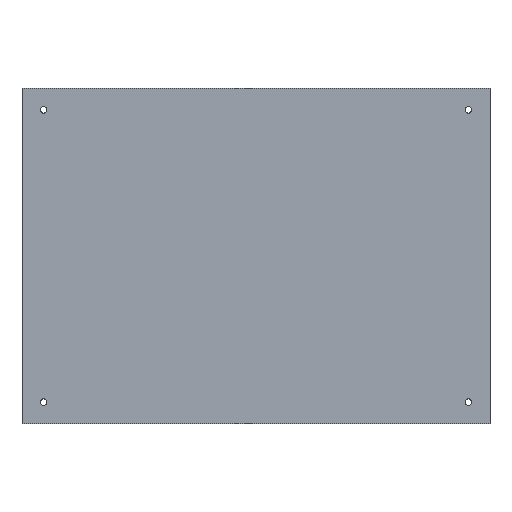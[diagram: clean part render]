
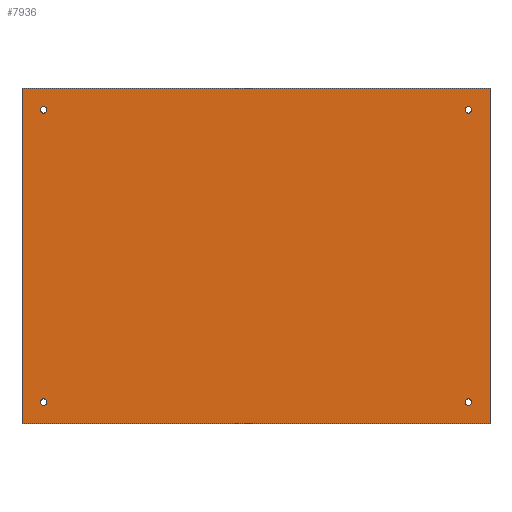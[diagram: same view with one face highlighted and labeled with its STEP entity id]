
A CAD part, front view. The second image highlights one B-rep face of the part: STEP entity #7936.
In plain terms, the highlighted planar face has unit normal (0, -1, 0).
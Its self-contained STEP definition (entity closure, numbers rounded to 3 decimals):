
#128 = EDGE_CURVE ( 'NONE', #5271, #11075, #11564, .T. ) ;
#274 = VECTOR ( 'NONE', #12905, 1000. ) ;
#279 = ORIENTED_EDGE ( 'NONE', *, *, #128, .T. ) ;
#398 = DIRECTION ( 'NONE',  ( 0., 1., 0. ) ) ;
#403 = DIRECTION ( 'NONE',  ( 0., 0., 1. ) ) ;
#441 = PLANE ( 'NONE',  #7975 ) ;
#624 = CARTESIAN_POINT ( 'NONE',  ( 144., 33., -67.9 ) ) ;
#725 = VECTOR ( 'NONE', #10662, 1000. ) ;
#901 = EDGE_CURVE ( 'NONE', #5395, #6712, #10317, .T. ) ;
#960 = EDGE_CURVE ( 'NONE', #5395, #5271, #5149, .T. ) ;
#1012 = DIRECTION ( 'NONE',  ( 0., 1., 0. ) ) ;
#1502 = AXIS2_PLACEMENT_3D ( 'NONE', #3885, #11886, #6909 ) ;
#1642 = CARTESIAN_POINT ( 'NONE',  ( -63.402, 33., 79.4 ) ) ;
#1677 = FACE_OUTER_BOUND ( 'NONE', #3837, .T. ) ;
#1755 = CARTESIAN_POINT ( 'NONE',  ( 154., 33., 79.4 ) ) ;
#2313 = CARTESIAN_POINT ( 'NONE',  ( 144., 33., -66.4 ) ) ;
#2601 = ORIENTED_EDGE ( 'NONE', *, *, #960, .T. ) ;
#2693 = DIRECTION ( 'NONE',  ( 0., 0., 1. ) ) ;
#3105 = DIRECTION ( 'NONE',  ( 0., 0., 1. ) ) ;
#3122 = CARTESIAN_POINT ( 'NONE',  ( -63.402, 33., 79.4 ) ) ;
#3326 = CIRCLE ( 'NONE', #10189, 1.5 ) ;
#3487 = CIRCLE ( 'NONE', #13002, 1.5 ) ;
#3535 = EDGE_CURVE ( 'NONE', #7962, #6210, #3487, .T. ) ;
#3592 = DIRECTION ( 'NONE',  ( 0., 1., 0. ) ) ;
#3714 = DIRECTION ( 'NONE',  ( -1., 0., 0. ) ) ;
#3811 = CARTESIAN_POINT ( 'NONE',  ( -53.402, 33., 70.9 ) ) ;
#3837 = EDGE_LOOP ( 'NONE', ( #8964, #2601, #279, #5259 ) ) ;
#3847 = AXIS2_PLACEMENT_3D ( 'NONE', #7482, #6437, #403 ) ;
#3885 = CARTESIAN_POINT ( 'NONE',  ( 144., 33., 69.4 ) ) ;
#3990 = LINE ( 'NONE', #1642, #725 ) ;
#4326 = VERTEX_POINT ( 'NONE', #11306 ) ;
#4514 = CARTESIAN_POINT ( 'NONE',  ( -53.402, 33., -64.9 ) ) ;
#4567 = ORIENTED_EDGE ( 'NONE', *, *, #5531, .T. ) ;
#4850 = VERTEX_POINT ( 'NONE', #5690 ) ;
#5149 = LINE ( 'NONE', #8709, #8428 ) ;
#5237 = CIRCLE ( 'NONE', #3847, 1.5 ) ;
#5259 = ORIENTED_EDGE ( 'NONE', *, *, #8291, .T. ) ;
#5271 = VERTEX_POINT ( 'NONE', #1755 ) ;
#5307 = DIRECTION ( 'NONE',  ( 0., 1., 0. ) ) ;
#5395 = VERTEX_POINT ( 'NONE', #9387 ) ;
#5531 = EDGE_CURVE ( 'NONE', #4850, #10187, #6780, .T. ) ;
#5673 = CIRCLE ( 'NONE', #9640, 1.5 ) ;
#5690 = CARTESIAN_POINT ( 'NONE',  ( -53.402, 33., -67.9 ) ) ;
#5801 = ORIENTED_EDGE ( 'NONE', *, *, #3535, .T. ) ;
#5823 = EDGE_CURVE ( 'NONE', #6926, #4326, #5843, .T. ) ;
#5843 = CIRCLE ( 'NONE', #1502, 1.5 ) ;
#6210 = VERTEX_POINT ( 'NONE', #624 ) ;
#6437 = DIRECTION ( 'NONE',  ( 0., 1., 0. ) ) ;
#6476 = AXIS2_PLACEMENT_3D ( 'NONE', #10350, #5307, #8363 ) ;
#6488 = EDGE_LOOP ( 'NONE', ( #7103, #12544 ) ) ;
#6659 = EDGE_LOOP ( 'NONE', ( #12100, #4567 ) ) ;
#6660 = CARTESIAN_POINT ( 'NONE',  ( 309.829, 33., -76.4 ) ) ;
#6700 = CARTESIAN_POINT ( 'NONE',  ( -53.402, 33., 69.4 ) ) ;
#6712 = VERTEX_POINT ( 'NONE', #9880 ) ;
#6780 = CIRCLE ( 'NONE', #6476, 1.5 ) ;
#6909 = DIRECTION ( 'NONE',  ( 0., 0., 1. ) ) ;
#6923 = EDGE_LOOP ( 'NONE', ( #9207, #10749 ) ) ;
#6926 = VERTEX_POINT ( 'NONE', #11055 ) ;
#7023 = FACE_BOUND ( 'NONE', #6923, .T. ) ;
#7103 = ORIENTED_EDGE ( 'NONE', *, *, #5823, .T. ) ;
#7277 = EDGE_CURVE ( 'NONE', #10941, #12514, #5673, .T. ) ;
#7482 = CARTESIAN_POINT ( 'NONE',  ( -53.402, 33., 69.4 ) ) ;
#7501 = ORIENTED_EDGE ( 'NONE', *, *, #11918, .T. ) ;
#7660 = DIRECTION ( 'NONE',  ( 0., 1., 0. ) ) ;
#7676 = DIRECTION ( 'NONE',  ( 0., 0., 1. ) ) ;
#7696 = EDGE_LOOP ( 'NONE', ( #5801, #7501 ) ) ;
#7936 = ADVANCED_FACE ( 'NONE', ( #7023, #8883, #11226, #10475, #1677 ), #441, .F. ) ;
#7948 = VECTOR ( 'NONE', #3714, 1000. ) ;
#7962 = VERTEX_POINT ( 'NONE', #12313 ) ;
#7975 = AXIS2_PLACEMENT_3D ( 'NONE', #8465, #398, #12359 ) ;
#7993 = DIRECTION ( 'NONE',  ( 0., 1., 0. ) ) ;
#8151 = CARTESIAN_POINT ( 'NONE',  ( 144., 33., -66.4 ) ) ;
#8291 = EDGE_CURVE ( 'NONE', #11075, #6712, #3990, .T. ) ;
#8363 = DIRECTION ( 'NONE',  ( 0., 0., 1. ) ) ;
#8428 = VECTOR ( 'NONE', #2693, 1000. ) ;
#8465 = CARTESIAN_POINT ( 'NONE',  ( 309.829, 33., 79.4 ) ) ;
#8709 = CARTESIAN_POINT ( 'NONE',  ( 154., 33., 79.4 ) ) ;
#8802 = EDGE_CURVE ( 'NONE', #10187, #4850, #12620, .T. ) ;
#8883 = FACE_BOUND ( 'NONE', #6659, .T. ) ;
#8952 = DIRECTION ( 'NONE',  ( 0., 0., 1. ) ) ;
#8964 = ORIENTED_EDGE ( 'NONE', *, *, #901, .F. ) ;
#9001 = CARTESIAN_POINT ( 'NONE',  ( 144., 33., 69.4 ) ) ;
#9207 = ORIENTED_EDGE ( 'NONE', *, *, #7277, .T. ) ;
#9387 = CARTESIAN_POINT ( 'NONE',  ( 154., 33., -76.4 ) ) ;
#9640 = AXIS2_PLACEMENT_3D ( 'NONE', #6700, #7660, #10675 ) ;
#9880 = CARTESIAN_POINT ( 'NONE',  ( -63.402, 33., -76.4 ) ) ;
#10119 = DIRECTION ( 'NONE',  ( 0., 1., 0. ) ) ;
#10187 = VERTEX_POINT ( 'NONE', #4514 ) ;
#10189 = AXIS2_PLACEMENT_3D ( 'NONE', #9001, #7993, #8952 ) ;
#10317 = LINE ( 'NONE', #6660, #7948 ) ;
#10350 = CARTESIAN_POINT ( 'NONE',  ( -53.402, 33., -66.4 ) ) ;
#10475 = FACE_BOUND ( 'NONE', #6488, .T. ) ;
#10662 = DIRECTION ( 'NONE',  ( 0., 0., -1. ) ) ;
#10675 = DIRECTION ( 'NONE',  ( 0., 0., 1. ) ) ;
#10690 = CARTESIAN_POINT ( 'NONE',  ( -53.402, 33., -66.4 ) ) ;
#10749 = ORIENTED_EDGE ( 'NONE', *, *, #11597, .T. ) ;
#10941 = VERTEX_POINT ( 'NONE', #3811 ) ;
#11055 = CARTESIAN_POINT ( 'NONE',  ( 144., 33., 70.9 ) ) ;
#11075 = VERTEX_POINT ( 'NONE', #3122 ) ;
#11226 = FACE_BOUND ( 'NONE', #7696, .T. ) ;
#11235 = EDGE_CURVE ( 'NONE', #4326, #6926, #3326, .T. ) ;
#11245 = DIRECTION ( 'NONE',  ( 0., 0., 1. ) ) ;
#11249 = AXIS2_PLACEMENT_3D ( 'NONE', #10690, #3592, #7676 ) ;
#11306 = CARTESIAN_POINT ( 'NONE',  ( 144., 33., 67.9 ) ) ;
#11564 = LINE ( 'NONE', #12043, #274 ) ;
#11597 = EDGE_CURVE ( 'NONE', #12514, #10941, #5237, .T. ) ;
#11886 = DIRECTION ( 'NONE',  ( 0., 1., 0. ) ) ;
#11918 = EDGE_CURVE ( 'NONE', #6210, #7962, #12263, .T. ) ;
#11993 = CARTESIAN_POINT ( 'NONE',  ( -53.402, 33., 67.9 ) ) ;
#12043 = CARTESIAN_POINT ( 'NONE',  ( 309.829, 33., 79.4 ) ) ;
#12100 = ORIENTED_EDGE ( 'NONE', *, *, #8802, .T. ) ;
#12263 = CIRCLE ( 'NONE', #12674, 1.5 ) ;
#12313 = CARTESIAN_POINT ( 'NONE',  ( 144., 33., -64.9 ) ) ;
#12359 = DIRECTION ( 'NONE',  ( 0., 0., 1. ) ) ;
#12514 = VERTEX_POINT ( 'NONE', #11993 ) ;
#12544 = ORIENTED_EDGE ( 'NONE', *, *, #11235, .T. ) ;
#12620 = CIRCLE ( 'NONE', #11249, 1.5 ) ;
#12674 = AXIS2_PLACEMENT_3D ( 'NONE', #8151, #1012, #3105 ) ;
#12905 = DIRECTION ( 'NONE',  ( -1., 0., 0. ) ) ;
#13002 = AXIS2_PLACEMENT_3D ( 'NONE', #2313, #10119, #11245 ) ;
